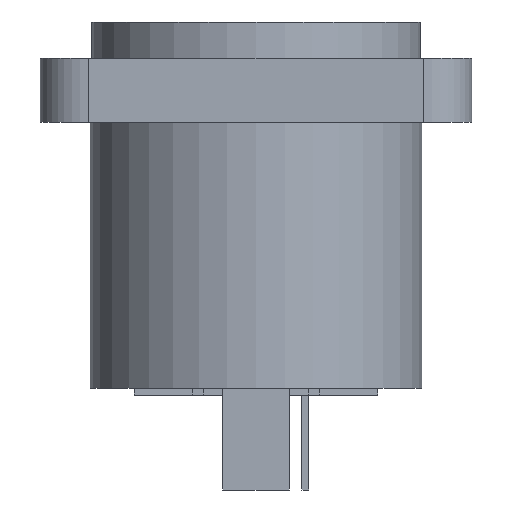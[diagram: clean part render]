
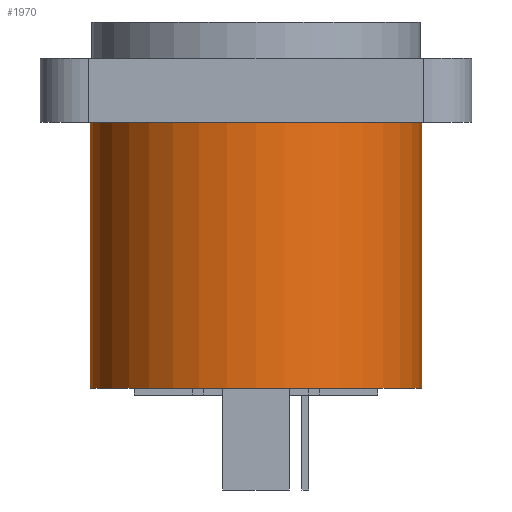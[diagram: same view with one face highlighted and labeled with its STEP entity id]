
A CAD part, left-side view. The second image highlights one B-rep face of the part: STEP entity #1970.
In plain terms, the highlighted cylindrical face has radius 11.9 mm (diameter 23.8 mm), a partial arc.
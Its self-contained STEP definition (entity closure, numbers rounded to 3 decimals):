
#272=CARTESIAN_POINT('',(0.,0.,0.));
#273=DIRECTION('',(0.,0.,1.));
#274=DIRECTION('',(0.,1.,0.));
#275=AXIS2_PLACEMENT_3D('',#272,#273,#274);
#610=CARTESIAN_POINT('',(0.,0.,-19.1));
#611=DIRECTION('',(0.,0.,1.));
#612=DIRECTION('',(0.,1.,0.));
#613=AXIS2_PLACEMENT_3D('',#610,#611,#612);
#615=DIRECTION('',(0.,0.,1.));
#616=VECTOR('',#615,19.1);
#617=CARTESIAN_POINT('',(0.,11.9,-19.1));
#618=LINE('',#617,#616);
#624=DIRECTION('',(0.,0.,1.));
#625=VECTOR('',#624,19.1);
#626=CARTESIAN_POINT('',(0.,-11.9,-19.1));
#627=LINE('',#626,#625);
#1148=CARTESIAN_POINT('',(0.,11.9,-19.1));
#1149=CARTESIAN_POINT('',(0.,-11.9,-19.1));
#1150=VERTEX_POINT('',#1148);
#1151=VERTEX_POINT('',#1149);
#1152=CARTESIAN_POINT('',(0.,11.9,0.));
#1153=CARTESIAN_POINT('',(0.,-11.9,0.));
#1154=VERTEX_POINT('',#1152);
#1155=VERTEX_POINT('',#1153);
#1956=CARTESIAN_POINT('',(0.,0.,-20.415));
#1957=DIRECTION('',(0.,0.,1.));
#1958=DIRECTION('',(0.,1.,0.));
#1959=AXIS2_PLACEMENT_3D('',#1956,#1957,#1958);
#1960=CYLINDRICAL_SURFACE('',#1959,11.9);
#1961=ORIENTED_EDGE('',*,*,#1423,.T.);
#1963=ORIENTED_EDGE('',*,*,#1962,.F.);
#1965=ORIENTED_EDGE('',*,*,#1964,.F.);
#1967=ORIENTED_EDGE('',*,*,#1966,.T.);
#1968=EDGE_LOOP('',(#1961,#1963,#1965,#1967));
#1969=FACE_OUTER_BOUND('',#1968,.F.);
#276=CIRCLE('',#275,11.9);
#614=CIRCLE('',#613,11.9);
#1423=EDGE_CURVE('',#1154,#1155,#276,.T.);
#1962=EDGE_CURVE('',#1151,#1155,#627,.T.);
#1964=EDGE_CURVE('',#1150,#1151,#614,.T.);
#1966=EDGE_CURVE('',#1150,#1154,#618,.T.);
#1970=ADVANCED_FACE('',(#1969),#1960,.T.);
